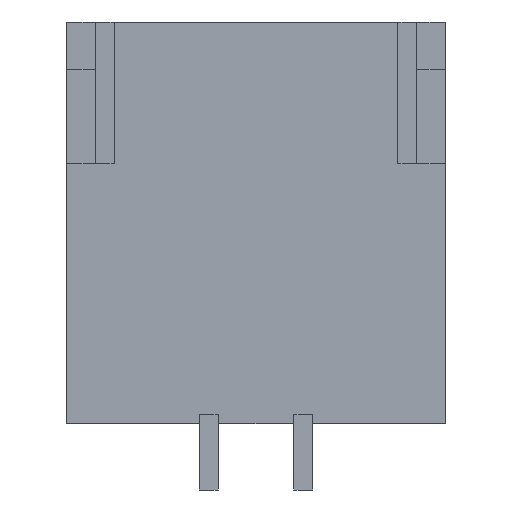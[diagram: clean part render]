
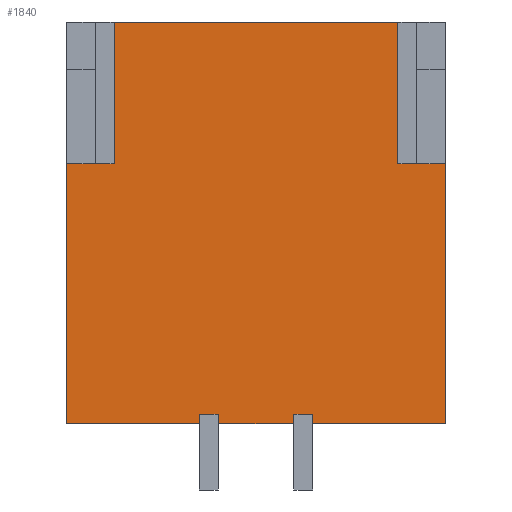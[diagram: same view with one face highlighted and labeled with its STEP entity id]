
A CAD part, front view. The second image highlights one B-rep face of the part: STEP entity #1840.
In plain terms, the highlighted planar face has unit normal (0, -1, 0).
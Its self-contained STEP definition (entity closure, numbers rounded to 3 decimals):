
#63 = DIRECTION ( 'NONE',  ( 0., 0., -1. ) ) ;
#69 = CARTESIAN_POINT ( 'NONE',  ( 0., 0.06, 0. ) ) ;
#112 = CARTESIAN_POINT ( 'NONE',  ( 2., 0.06, -2.125 ) ) ;
#160 = VECTOR ( 'NONE', #63, 1000. ) ;
#194 = DIRECTION ( 'NONE',  ( 0., 0., 1. ) ) ;
#229 = LINE ( 'NONE', #1133, #1541 ) ;
#316 = ORIENTED_EDGE ( 'NONE', *, *, #1238, .F. ) ;
#319 = VERTEX_POINT ( 'NONE', #2401 ) ;
#346 = VECTOR ( 'NONE', #1729, 1000. ) ;
#371 = DIRECTION ( 'NONE',  ( 0., 0., -1. ) ) ;
#508 = ORIENTED_EDGE ( 'NONE', *, *, #1582, .T. ) ;
#562 = CARTESIAN_POINT ( 'NONE',  ( -2., 0.06, 0.625 ) ) ;
#571 = VECTOR ( 'NONE', #194, 1000. ) ;
#591 = CARTESIAN_POINT ( 'NONE',  ( -2., 0.06, -2.125 ) ) ;
#614 = ORIENTED_EDGE ( 'NONE', *, *, #1168, .T. ) ;
#616 = DIRECTION ( 'NONE',  ( 1., 0., 0. ) ) ;
#634 = VERTEX_POINT ( 'NONE', #562 ) ;
#649 = CARTESIAN_POINT ( 'NONE',  ( -2., 0.06, 2.125 ) ) ;
#663 = ORIENTED_EDGE ( 'NONE', *, *, #1071, .F. ) ;
#751 = CARTESIAN_POINT ( 'NONE',  ( -1.5, 0.06, 0.625 ) ) ;
#801 = VECTOR ( 'NONE', #616, 1000. ) ;
#896 = CARTESIAN_POINT ( 'NONE',  ( 1.5, 0.06, 0.625 ) ) ;
#926 = DIRECTION ( 'NONE',  ( 0., -1., 0. ) ) ;
#980 = VERTEX_POINT ( 'NONE', #112 ) ;
#1031 = ORIENTED_EDGE ( 'NONE', *, *, #1242, .F. ) ;
#1071 = EDGE_CURVE ( 'NONE', #2117, #2603, #2709, .T. ) ;
#1133 = CARTESIAN_POINT ( 'NONE',  ( 2., 0.06, 2.125 ) ) ;
#1168 = EDGE_CURVE ( 'NONE', #1648, #634, #2808, .T. ) ;
#1179 = LINE ( 'NONE', #2111, #160 ) ;
#1185 = FACE_OUTER_BOUND ( 'NONE', #1695, .T. ) ;
#1204 = AXIS2_PLACEMENT_3D ( 'NONE', #69, #926, #1898 ) ;
#1238 = EDGE_CURVE ( 'NONE', #319, #634, #1347, .T. ) ;
#1242 = EDGE_CURVE ( 'NONE', #1812, #1394, #1813, .T. ) ;
#1347 = LINE ( 'NONE', #2241, #571 ) ;
#1394 = VERTEX_POINT ( 'NONE', #2713 ) ;
#1541 = VECTOR ( 'NONE', #2074, 1000. ) ;
#1556 = VECTOR ( 'NONE', #1631, 1000. ) ;
#1570 = LINE ( 'NONE', #2429, #1944 ) ;
#1582 = EDGE_CURVE ( 'NONE', #2117, #1648, #1179, .T. ) ;
#1584 = DIRECTION ( 'NONE',  ( -1., 0., 0. ) ) ;
#1631 = DIRECTION ( 'NONE',  ( 1., 0., 0. ) ) ;
#1648 = VERTEX_POINT ( 'NONE', #2384 ) ;
#1695 = EDGE_LOOP ( 'NONE', ( #508, #614, #316, #2330, #2470, #1031, #1779, #663 ) ) ;
#1729 = DIRECTION ( 'NONE',  ( -1., 0., 0. ) ) ;
#1764 = EDGE_CURVE ( 'NONE', #980, #319, #2666, .T. ) ;
#1779 = ORIENTED_EDGE ( 'NONE', *, *, #2789, .F. ) ;
#1812 = VERTEX_POINT ( 'NONE', #896 ) ;
#1813 = LINE ( 'NONE', #2687, #801 ) ;
#1840 = ADVANCED_FACE ( 'NONE', ( #1185 ), #2116, .T. ) ;
#1898 = DIRECTION ( 'NONE',  ( 0., 0., -1. ) ) ;
#1944 = VECTOR ( 'NONE', #371, 1000. ) ;
#2074 = DIRECTION ( 'NONE',  ( 0., 0., -1. ) ) ;
#2111 = CARTESIAN_POINT ( 'NONE',  ( -1.5, 0.06, 0.625 ) ) ;
#2116 = PLANE ( 'NONE',  #1204 ) ;
#2117 = VERTEX_POINT ( 'NONE', #2707 ) ;
#2241 = CARTESIAN_POINT ( 'NONE',  ( -2., 0.06, 2.125 ) ) ;
#2330 = ORIENTED_EDGE ( 'NONE', *, *, #1764, .F. ) ;
#2384 = CARTESIAN_POINT ( 'NONE',  ( -1.5, 0.06, 0.625 ) ) ;
#2390 = VECTOR ( 'NONE', #1584, 1000. ) ;
#2401 = CARTESIAN_POINT ( 'NONE',  ( -2., 0.06, -2.125 ) ) ;
#2429 = CARTESIAN_POINT ( 'NONE',  ( 1.5, 0.06, 0.625 ) ) ;
#2470 = ORIENTED_EDGE ( 'NONE', *, *, #2499, .F. ) ;
#2499 = EDGE_CURVE ( 'NONE', #1394, #980, #229, .T. ) ;
#2556 = CARTESIAN_POINT ( 'NONE',  ( 1.5, 0.06, 2.125 ) ) ;
#2603 = VERTEX_POINT ( 'NONE', #2556 ) ;
#2666 = LINE ( 'NONE', #591, #2390 ) ;
#2687 = CARTESIAN_POINT ( 'NONE',  ( 1.5, 0.06, 0.625 ) ) ;
#2707 = CARTESIAN_POINT ( 'NONE',  ( -1.5, 0.06, 2.125 ) ) ;
#2709 = LINE ( 'NONE', #649, #1556 ) ;
#2713 = CARTESIAN_POINT ( 'NONE',  ( 2., 0.06, 0.625 ) ) ;
#2789 = EDGE_CURVE ( 'NONE', #2603, #1812, #1570, .T. ) ;
#2808 = LINE ( 'NONE', #751, #346 ) ;
